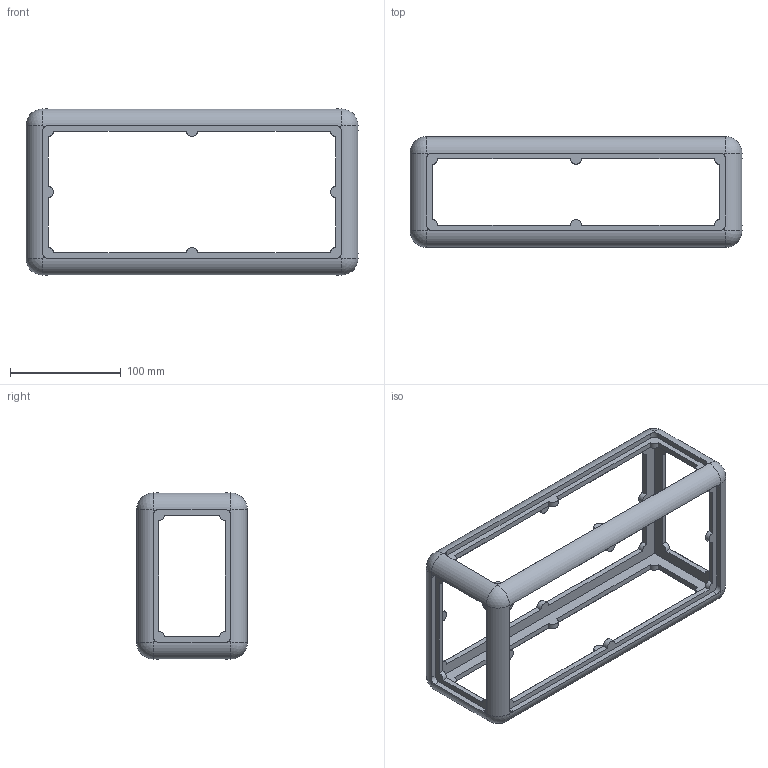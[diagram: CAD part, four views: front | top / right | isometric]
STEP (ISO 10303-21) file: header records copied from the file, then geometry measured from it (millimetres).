
FILE_DESCRIPTION(/* description */ (''),/* implementation_level */ '2;1');
FILE_NAME(/* name */ 'BoxFrame v5.step',/* time_stamp */ '2018-09-19T15:49:14-04:00',/* author */ ('john.sullivan2'),/* organization */ (''),/* preprocessor_version */ 'ST-DEVELOPER v17.2',/* originating_system */ 'Autodesk Translation Framework v7.6.0.251',/* authorisation */ '');
FILE_SCHEMA (('AUTOMOTIVE_DESIGN { 1 0 10303 214 3 1 1 }'));
Length unit declared in the file: millimetre
Products named in the file (2): BoxFrame; BoxFrame_1
Assembly tree (1 placements, depth 2):
  BoxFrame
    BoxFrame_1
Bounding box: 300 x 100 x 150 mm (x, y, z)
Volume: 386652 mm3; surface area: 138091.3 mm2
Topology: 1 solids, 1 shells, 152 faces, 444 edges, 296 vertices
Faces by surface type: plane 72, cylinder 72, sphere 8
Entity records: 5296 total; most frequent: CARTESIAN_POINT 1135, ORIENTED_EDGE 888, DIRECTION 850, EDGE_CURVE 444, AXIS2_PLACEMENT_3D 299, VERTEX_POINT 296, LINE 252, VECTOR 252
